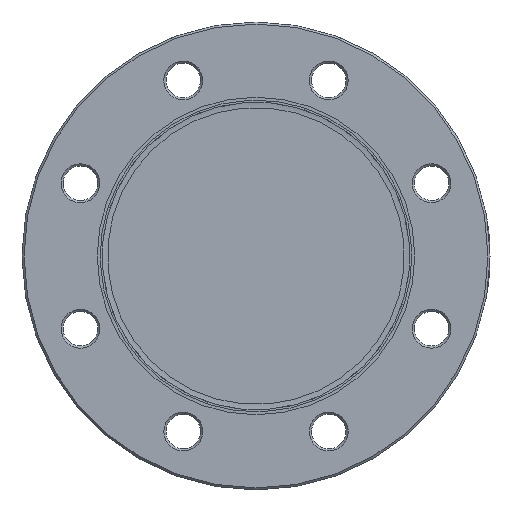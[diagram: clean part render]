
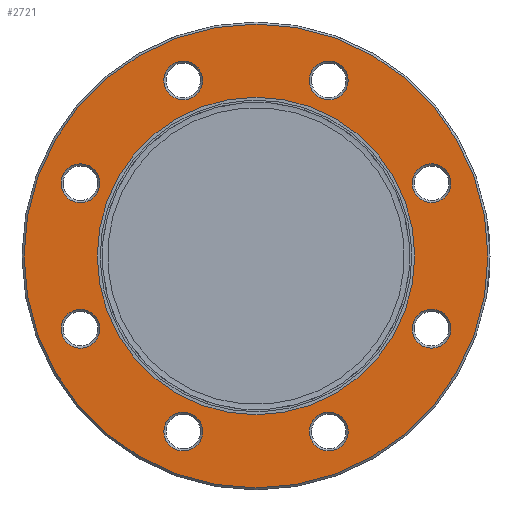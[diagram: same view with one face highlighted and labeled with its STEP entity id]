
A CAD part, front view. The second image highlights one B-rep face of the part: STEP entity #2721.
In plain terms, the highlighted planar face has unit normal (0, -1, 0).
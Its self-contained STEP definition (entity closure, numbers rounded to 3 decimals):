
#247=FACE_BOUND('',#539,.T.);
#248=FACE_BOUND('',#540,.T.);
#249=FACE_BOUND('',#541,.T.);
#250=FACE_BOUND('',#542,.T.);
#251=FACE_BOUND('',#543,.T.);
#252=FACE_BOUND('',#544,.T.);
#253=FACE_BOUND('',#545,.T.);
#254=FACE_BOUND('',#546,.T.);
#255=FACE_BOUND('',#547,.T.);
#282=PLANE('',#2995);
#368=FACE_OUTER_BOUND('',#538,.T.);
#538=EDGE_LOOP('',(#1881));
#539=EDGE_LOOP('',(#1882));
#540=EDGE_LOOP('',(#1883));
#541=EDGE_LOOP('',(#1884));
#542=EDGE_LOOP('',(#1885));
#543=EDGE_LOOP('',(#1886));
#544=EDGE_LOOP('',(#1887));
#545=EDGE_LOOP('',(#1888));
#546=EDGE_LOOP('',(#1889));
#547=EDGE_LOOP('',(#1890));
#1032=CIRCLE('',#2990,4.7);
#1036=CIRCLE('',#2996,56.25);
#1037=CIRCLE('',#2997,4.7);
#1038=CIRCLE('',#2998,4.7);
#1039=CIRCLE('',#2999,4.7);
#1040=CIRCLE('',#3000,4.7);
#1041=CIRCLE('',#3001,38.5);
#1042=CIRCLE('',#3002,4.7);
#1043=CIRCLE('',#3003,4.7);
#1044=CIRCLE('',#3004,4.7);
#1162=VERTEX_POINT('',#3905);
#1166=VERTEX_POINT('',#3917);
#1167=VERTEX_POINT('',#3919);
#1168=VERTEX_POINT('',#3921);
#1169=VERTEX_POINT('',#3923);
#1170=VERTEX_POINT('',#3925);
#1171=VERTEX_POINT('',#3927);
#1172=VERTEX_POINT('',#3929);
#1173=VERTEX_POINT('',#3931);
#1174=VERTEX_POINT('',#3933);
#1440=EDGE_CURVE('',#1162,#1162,#1032,.T.);
#1446=EDGE_CURVE('',#1166,#1166,#1036,.T.);
#1447=EDGE_CURVE('',#1167,#1167,#1037,.T.);
#1448=EDGE_CURVE('',#1168,#1168,#1038,.T.);
#1449=EDGE_CURVE('',#1169,#1169,#1039,.T.);
#1450=EDGE_CURVE('',#1170,#1170,#1040,.T.);
#1451=EDGE_CURVE('',#1171,#1171,#1041,.T.);
#1452=EDGE_CURVE('',#1172,#1172,#1042,.T.);
#1453=EDGE_CURVE('',#1173,#1173,#1043,.T.);
#1454=EDGE_CURVE('',#1174,#1174,#1044,.T.);
#1881=ORIENTED_EDGE('',*,*,#1446,.F.);
#1882=ORIENTED_EDGE('',*,*,#1447,.F.);
#1883=ORIENTED_EDGE('',*,*,#1448,.F.);
#1884=ORIENTED_EDGE('',*,*,#1449,.F.);
#1885=ORIENTED_EDGE('',*,*,#1450,.F.);
#1886=ORIENTED_EDGE('',*,*,#1451,.T.);
#1887=ORIENTED_EDGE('',*,*,#1452,.F.);
#1888=ORIENTED_EDGE('',*,*,#1453,.F.);
#1889=ORIENTED_EDGE('',*,*,#1454,.F.);
#1890=ORIENTED_EDGE('',*,*,#1440,.F.);
#2721=ADVANCED_FACE('',(#368,#247,#248,#249,#250,#251,#252,#253,#254,#255),
#282,.T.);
#2990=AXIS2_PLACEMENT_3D('',#3906,#3264,#3265);
#2995=AXIS2_PLACEMENT_3D('',#3916,#3276,#3277);
#2996=AXIS2_PLACEMENT_3D('',#3918,#3278,#3279);
#2997=AXIS2_PLACEMENT_3D('',#3920,#3280,#3281);
#2998=AXIS2_PLACEMENT_3D('',#3922,#3282,#3283);
#2999=AXIS2_PLACEMENT_3D('',#3924,#3284,#3285);
#3000=AXIS2_PLACEMENT_3D('',#3926,#3286,#3287);
#3001=AXIS2_PLACEMENT_3D('',#3928,#3288,#3289);
#3002=AXIS2_PLACEMENT_3D('',#3930,#3290,#3291);
#3003=AXIS2_PLACEMENT_3D('',#3932,#3292,#3293);
#3004=AXIS2_PLACEMENT_3D('',#3934,#3294,#3295);
#3264=DIRECTION('center_axis',(0.,-1.,0.));
#3265=DIRECTION('ref_axis',(0.707,0.,0.707));
#3276=DIRECTION('center_axis',(0.,-1.,0.));
#3277=DIRECTION('ref_axis',(0.,0.,-1.));
#3278=DIRECTION('center_axis',(0.,1.,0.));
#3279=DIRECTION('ref_axis',(1.,0.,0.));
#3280=DIRECTION('center_axis',(0.,-1.,0.));
#3281=DIRECTION('ref_axis',(0.,0.,1.));
#3282=DIRECTION('center_axis',(0.,-1.,0.));
#3283=DIRECTION('ref_axis',(-1.,0.,0.));
#3284=DIRECTION('center_axis',(0.,-1.,0.));
#3285=DIRECTION('ref_axis',(0.,0.,-1.));
#3286=DIRECTION('center_axis',(0.,-1.,0.));
#3287=DIRECTION('ref_axis',(1.,0.,0.));
#3288=DIRECTION('center_axis',(0.,1.,0.));
#3289=DIRECTION('ref_axis',(1.,0.,0.));
#3290=DIRECTION('center_axis',(0.,-1.,0.));
#3291=DIRECTION('ref_axis',(0.707,0.,-0.707));
#3292=DIRECTION('center_axis',(0.,-1.,0.));
#3293=DIRECTION('ref_axis',(-0.707,0.,-0.707));
#3294=DIRECTION('center_axis',(0.,-1.,0.));
#3295=DIRECTION('ref_axis',(-0.707,0.,0.707));
#3905=CARTESIAN_POINT('',(39.267,0.,14.318));
#3906=CARTESIAN_POINT('Origin',(42.591,0.,17.642));
#3916=CARTESIAN_POINT('Origin',(-56.75,0.,0.));
#3917=CARTESIAN_POINT('',(-56.25,0.,0.));
#3918=CARTESIAN_POINT('Origin',(0.,0.,0.));
#3919=CARTESIAN_POINT('',(17.642,0.,37.891));
#3920=CARTESIAN_POINT('Origin',(17.642,0.,42.591));
#3921=CARTESIAN_POINT('',(-37.891,0.,17.642));
#3922=CARTESIAN_POINT('Origin',(-42.591,0.,17.642));
#3923=CARTESIAN_POINT('',(-17.642,0.,-37.891));
#3924=CARTESIAN_POINT('Origin',(-17.642,0.,-42.591));
#3925=CARTESIAN_POINT('',(37.891,0.,-17.642));
#3926=CARTESIAN_POINT('Origin',(42.591,0.,-17.642));
#3927=CARTESIAN_POINT('',(38.5,0.,0.));
#3928=CARTESIAN_POINT('Origin',(0.,0.,0.));
#3929=CARTESIAN_POINT('',(14.318,0.,-39.267));
#3930=CARTESIAN_POINT('Origin',(17.642,0.,-42.591));
#3931=CARTESIAN_POINT('',(-39.267,0.,-14.318));
#3932=CARTESIAN_POINT('Origin',(-42.591,0.,-17.642));
#3933=CARTESIAN_POINT('',(-14.318,0.,39.267));
#3934=CARTESIAN_POINT('Origin',(-17.642,0.,42.591));
